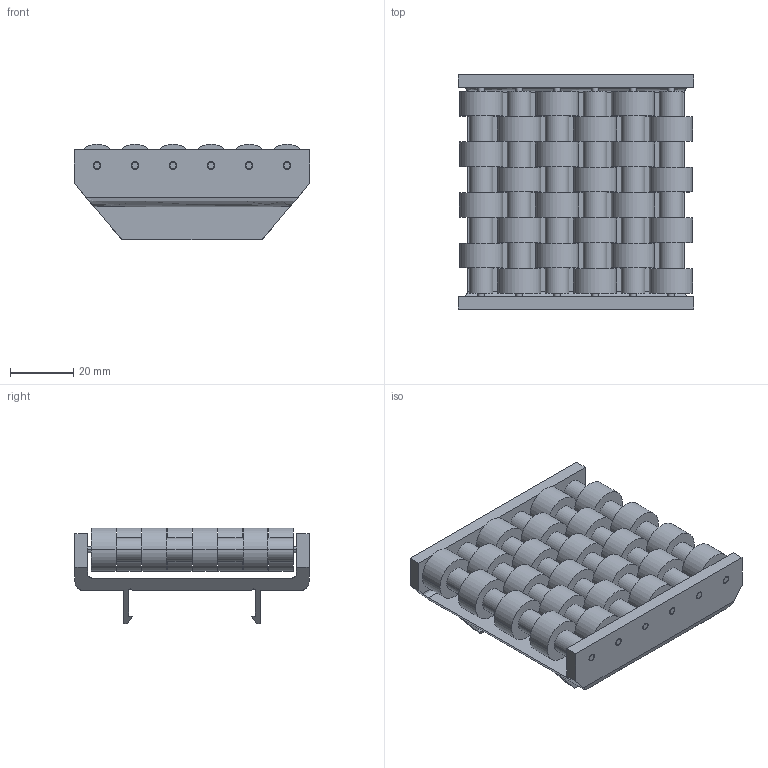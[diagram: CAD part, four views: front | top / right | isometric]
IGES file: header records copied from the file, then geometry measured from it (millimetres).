
Start section:  PTC IGES file: s0580-603292.igs
Global section: file name: s0580-603292.igs; native system: Pro/ENGINEER by Parametric Technology Corporation; preprocessor: 2006200; author: Andrea.Castagnoli; organization: Unknown; date: 20070706.152145; units: millimetre
Bounding box: 74.3 x 74 x 30.3 mm (x, y, z)
Volume: 64789.2 mm3; surface area: 36181 mm2
Topology: 7 solids, 7 shells, 242 faces, 522 edges, 348 vertices
Faces by surface type: revolution 150, bspline 92
